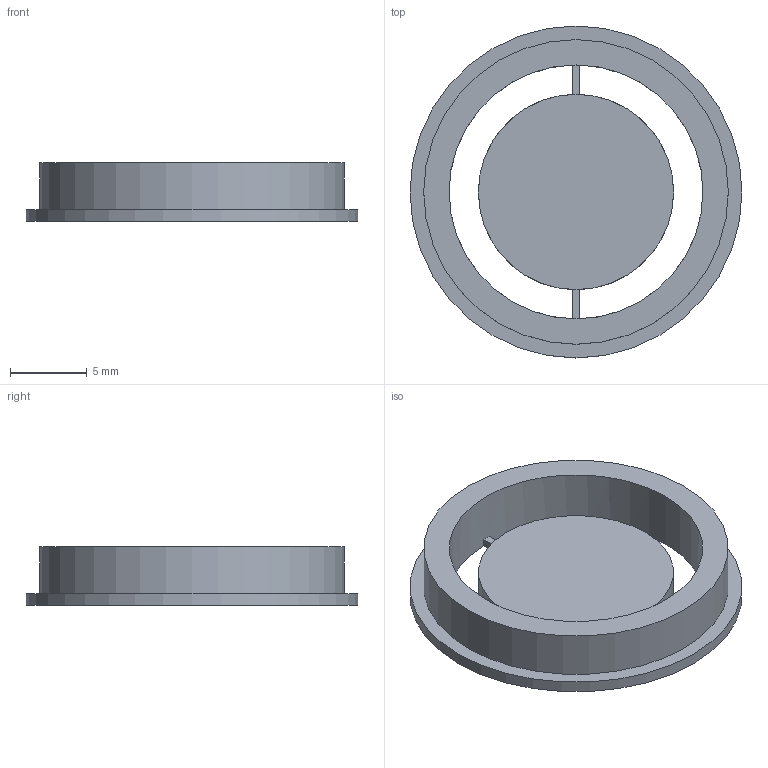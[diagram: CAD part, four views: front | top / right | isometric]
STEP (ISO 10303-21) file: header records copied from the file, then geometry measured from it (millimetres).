
FILE_DESCRIPTION(('FreeCAD Model'),'2;1');
FILE_NAME('OccultingDisk.step', '2018-03-07T21:32:58',('Author'),(''), 'Open CASCADE STEP processor 6.8','FreeCAD','Unknown');
FILE_SCHEMA(('AUTOMOTIVE_DESIGN_CC2 { 1 2 10303 214 -1 1 5 4 }'));
Length unit declared in the file: millimetre
Products named in the file (1): Fusion001
Bounding box: 21.59 x 21.59 x 3.81 mm (x, y, z)
Volume: 645.2 mm3; surface area: 1079.1 mm2
Topology: 1 solids, 1 shells, 22 faces, 49 edges, 29 vertices
Faces by surface type: plane 18, cylinder 4
Full cylindrical faces by diameter (mm): 12.7 x1, 16.51 x1, 19.812 x1, 21.59 x1
Entity records: 1292 total; most frequent: CARTESIAN_POINT 287, DIRECTION 186, ORIENTED_EDGE 98, PCURVE 98, DEFINITIONAL_REPRESENTATION 98, LINE 84, VECTOR 84, EDGE_CURVE 49
